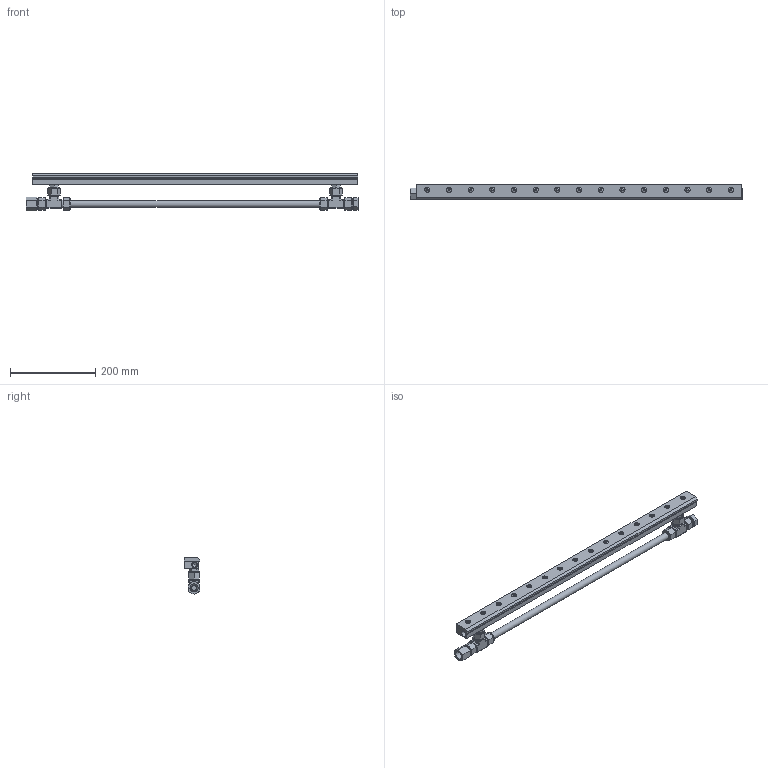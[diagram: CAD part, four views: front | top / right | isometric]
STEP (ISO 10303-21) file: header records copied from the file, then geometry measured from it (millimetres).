
FILE_DESCRIPTION(/* description */ (''),/* implementation_level */ '2;1');
FILE_NAME(/* name */ '110030SS-316PKI.stp',/* time_stamp */ '2017-08-24T16:49:52-04:00',/* author */ ('Trey Green'),/* organization */ (''),/* preprocessor_version */ 'ST-DEVELOPER v16.13',/* originating_system */ 'Autodesk Inventor 2018',/* authorisation */ '');
FILE_SCHEMA (('AUTOMOTIVE_DESIGN { 1 0 10303 214 3 1 1 }'));
Length unit declared in the file: inch
Products named in the file (7): 110030SSPKI; 110030SS-PKI; Air Inlet; 901657; Female Adapter; S.S. Plug; 901715
Assembly tree (8 placements, depth 2):
  110030SSPKI
    110030SS-PKI
    Air Inlet  x2
    901657  x2
    Female Adapter
    S.S. Plug
    901715
Bounding box: 778 x 37.21 x 86.98 mm (x, y, z)
Volume: 807374.6 mm3; surface area: 274371.5 mm2
Topology: 24 solids, 24 shells, 530 faces, 1155 edges, 750 vertices
Faces by surface type: plane 374, cylinder 117, cone 24, bspline 15
Full cylindrical faces by diameter (mm): 5.182 x15, 6.35 x15, 7.163 x15, 9.525 x2, 10.999 x4, 11.1 x15, 11.938 x1, 12.065 x17, 12.7 x4, 13.386 x1, 13.589 x2, 15.875 x11, 19.05 x1, 20.574 x6, 24.765 x1, 25.4 x6, 26.543 x1
Entity records: 11581 total; most frequent: CARTESIAN_POINT 2236, DIRECTION 1907, ORIENTED_EDGE 1566, EDGE_CURVE 783, AXIS2_PLACEMENT_3D 708, EDGE_LOOP 696, VERTEX_POINT 587, LINE 491
